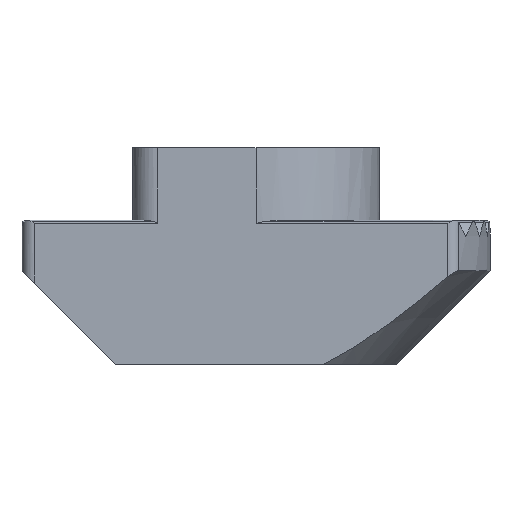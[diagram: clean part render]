
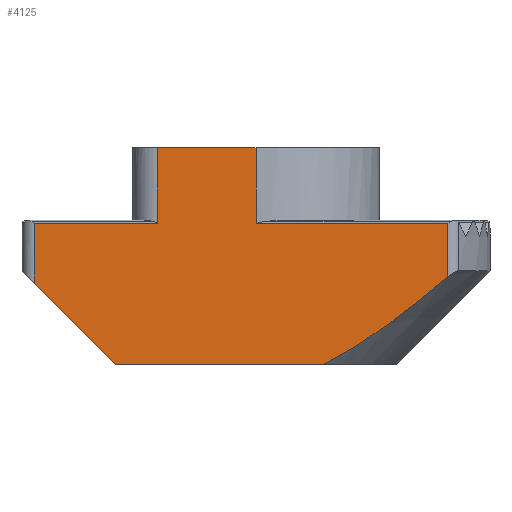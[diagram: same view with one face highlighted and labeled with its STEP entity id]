
A CAD part, front view. The second image highlights one B-rep face of the part: STEP entity #4125.
In plain terms, the highlighted planar face has unit normal (0, -1, 0).
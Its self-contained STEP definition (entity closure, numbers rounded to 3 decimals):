
#15 = ORIENTED_EDGE ( 'NONE', *, *, #1611, .T. ) ;
#18 = CARTESIAN_POINT ( 'NONE',  ( 7.794, -5., 5.9 ) ) ;
#132 = DIRECTION ( 'NONE',  ( -1., 0., 0. ) ) ;
#134 = CARTESIAN_POINT ( 'NONE',  ( -9.5, -5., 5.727 ) ) ;
#174 = LINE ( 'NONE', #1983, #2877 ) ;
#193 = CARTESIAN_POINT ( 'NONE',  ( 3.208, -5., 0.226 ) ) ;
#228 = DIRECTION ( 'NONE',  ( 0., 0., 1. ) ) ;
#234 = DIRECTION ( 'NONE',  ( 0., 0., 1. ) ) ;
#253 = EDGE_CURVE ( 'NONE', #461, #428, #2146, .T. ) ;
#299 = DIRECTION ( 'NONE',  ( 1., 0., 0. ) ) ;
#398 = CARTESIAN_POINT ( 'NONE',  ( -9., -5., 5.727 ) ) ;
#428 = VERTEX_POINT ( 'NONE', #4467 ) ;
#449 = LINE ( 'NONE', #1188, #2322 ) ;
#461 = VERTEX_POINT ( 'NONE', #2399 ) ;
#483 = DIRECTION ( 'NONE',  ( 1., 0., 0. ) ) ;
#559 = CARTESIAN_POINT ( 'NONE',  ( 7.794, -5., 3.56 ) ) ;
#637 = EDGE_CURVE ( 'NONE', #2165, #1232, #174, .T. ) ;
#638 = CARTESIAN_POINT ( 'NONE',  ( 0., -5., 0. ) ) ;
#708 = ORIENTED_EDGE ( 'NONE', *, *, #3032, .F. ) ;
#740 = EDGE_LOOP ( 'NONE', ( #3537, #4349, #2230, #15, #1060, #3552, #2892, #708, #3669, #2771 ) ) ;
#852 = CARTESIAN_POINT ( 'NONE',  ( 7.794, -5., 3.56 ) ) ;
#861 = VECTOR ( 'NONE', #132, 1000. ) ;
#994 = CARTESIAN_POINT ( 'NONE',  ( -9.5, -5., 5.727 ) ) ;
#1060 = ORIENTED_EDGE ( 'NONE', *, *, #4047, .F. ) ;
#1171 = B_SPLINE_CURVE_WITH_KNOTS ( 'NONE', 3,
 ( #559, #1592, #4069, #1949, #4439, #2308, #193, #2649 ),
 .UNSPECIFIED., .F., .F.,
 ( 4, 2, 2, 4 ),
 ( 0., 0.003, 0.005, 0.006 ),
 .UNSPECIFIED. ) ;
#1188 = CARTESIAN_POINT ( 'NONE',  ( 0., -5., 5.9 ) ) ;
#1232 = VERTEX_POINT ( 'NONE', #1385 ) ;
#1278 = CARTESIAN_POINT ( 'NONE',  ( -9., -5., 5.9 ) ) ;
#1325 = CARTESIAN_POINT ( 'NONE',  ( -4., -5., 5.727 ) ) ;
#1385 = CARTESIAN_POINT ( 'NONE',  ( -4., -5., 8.8 ) ) ;
#1478 = VECTOR ( 'NONE', #483, 1000. ) ;
#1523 = CARTESIAN_POINT ( 'NONE',  ( 0., -5., 8.8 ) ) ;
#1542 = VECTOR ( 'NONE', #3197, 1000. ) ;
#1592 = CARTESIAN_POINT ( 'NONE',  ( 7.003, -5., 2.894 ) ) ;
#1611 = EDGE_CURVE ( 'NONE', #2499, #3316, #1723, .T. ) ;
#1636 = DIRECTION ( 'NONE',  ( -0.707, 0., 0.707 ) ) ;
#1639 = FACE_OUTER_BOUND ( 'NONE', #740, .T. ) ;
#1723 = LINE ( 'NONE', #638, #3500 ) ;
#1811 = LINE ( 'NONE', #1523, #861 ) ;
#1905 = EDGE_CURVE ( 'NONE', #3305, #1232, #1811, .T. ) ;
#1949 = CARTESIAN_POINT ( 'NONE',  ( 4.951, -5., 1.331 ) ) ;
#1983 = CARTESIAN_POINT ( 'NONE',  ( -4., -5., 5.9 ) ) ;
#2009 = CARTESIAN_POINT ( 'NONE',  ( -9.5, -5., 5.9 ) ) ;
#2020 = LINE ( 'NONE', #3405, #2850 ) ;
#2065 = EDGE_CURVE ( 'NONE', #2499, #2622, #2020, .T. ) ;
#2146 = LINE ( 'NONE', #994, #4030 ) ;
#2165 = VERTEX_POINT ( 'NONE', #1325 ) ;
#2215 = CARTESIAN_POINT ( 'NONE',  ( -5.7, -5., 0. ) ) ;
#2230 = ORIENTED_EDGE ( 'NONE', *, *, #2065, .F. ) ;
#2298 = AXIS2_PLACEMENT_3D ( 'NONE', #2009, #4505, #2362 ) ;
#2308 = CARTESIAN_POINT ( 'NONE',  ( 3.656, -5., 0.485 ) ) ;
#2322 = VECTOR ( 'NONE', #3671, 1000. ) ;
#2362 = DIRECTION ( 'NONE',  ( 0., 0., 1. ) ) ;
#2399 = CARTESIAN_POINT ( 'NONE',  ( 0., -5., 5.727 ) ) ;
#2499 = VERTEX_POINT ( 'NONE', #2215 ) ;
#2558 = VECTOR ( 'NONE', #234, 1000. ) ;
#2591 = VERTEX_POINT ( 'NONE', #852 ) ;
#2622 = VERTEX_POINT ( 'NONE', #4045 ) ;
#2641 = DIRECTION ( 'NONE',  ( 1., 0., 0. ) ) ;
#2649 = CARTESIAN_POINT ( 'NONE',  ( 2.737, -5., 0. ) ) ;
#2771 = ORIENTED_EDGE ( 'NONE', *, *, #637, .F. ) ;
#2850 = VECTOR ( 'NONE', #1636, 1000. ) ;
#2877 = VECTOR ( 'NONE', #228, 1000. ) ;
#2892 = ORIENTED_EDGE ( 'NONE', *, *, #253, .F. ) ;
#3032 = EDGE_CURVE ( 'NONE', #3305, #461, #449, .T. ) ;
#3084 = EDGE_CURVE ( 'NONE', #428, #2591, #4274, .T. ) ;
#3197 = DIRECTION ( 'NONE',  ( 0., 0., -1. ) ) ;
#3305 = VERTEX_POINT ( 'NONE', #4033 ) ;
#3316 = VERTEX_POINT ( 'NONE', #4399 ) ;
#3405 = CARTESIAN_POINT ( 'NONE',  ( -5.7, -5., 0. ) ) ;
#3408 = PLANE ( 'NONE',  #2298 ) ;
#3500 = VECTOR ( 'NONE', #299, 1000. ) ;
#3501 = VERTEX_POINT ( 'NONE', #398 ) ;
#3524 = LINE ( 'NONE', #1278, #2558 ) ;
#3537 = ORIENTED_EDGE ( 'NONE', *, *, #3628, .F. ) ;
#3552 = ORIENTED_EDGE ( 'NONE', *, *, #3084, .F. ) ;
#3628 = EDGE_CURVE ( 'NONE', #3501, #2165, #4318, .T. ) ;
#3669 = ORIENTED_EDGE ( 'NONE', *, *, #1905, .T. ) ;
#3671 = DIRECTION ( 'NONE',  ( 0., 0., -1. ) ) ;
#4030 = VECTOR ( 'NONE', #2641, 1000. ) ;
#4033 = CARTESIAN_POINT ( 'NONE',  ( 0., -5., 8.8 ) ) ;
#4045 = CARTESIAN_POINT ( 'NONE',  ( -9., -5., 3.3 ) ) ;
#4047 = EDGE_CURVE ( 'NONE', #2591, #3316, #1171, .T. ) ;
#4069 = CARTESIAN_POINT ( 'NONE',  ( 6.199, -5., 2.244 ) ) ;
#4110 = EDGE_CURVE ( 'NONE', #2622, #3501, #3524, .T. ) ;
#4125 = ADVANCED_FACE ( 'NONE', ( #1639 ), #3408, .F. ) ;
#4274 = LINE ( 'NONE', #18, #1542 ) ;
#4318 = LINE ( 'NONE', #134, #1478 ) ;
#4349 = ORIENTED_EDGE ( 'NONE', *, *, #4110, .F. ) ;
#4399 = CARTESIAN_POINT ( 'NONE',  ( 2.737, -5., 0. ) ) ;
#4439 = CARTESIAN_POINT ( 'NONE',  ( 4.528, -5., 1.037 ) ) ;
#4467 = CARTESIAN_POINT ( 'NONE',  ( 7.794, -5., 5.727 ) ) ;
#4505 = DIRECTION ( 'NONE',  ( 0., 1., 0. ) ) ;
